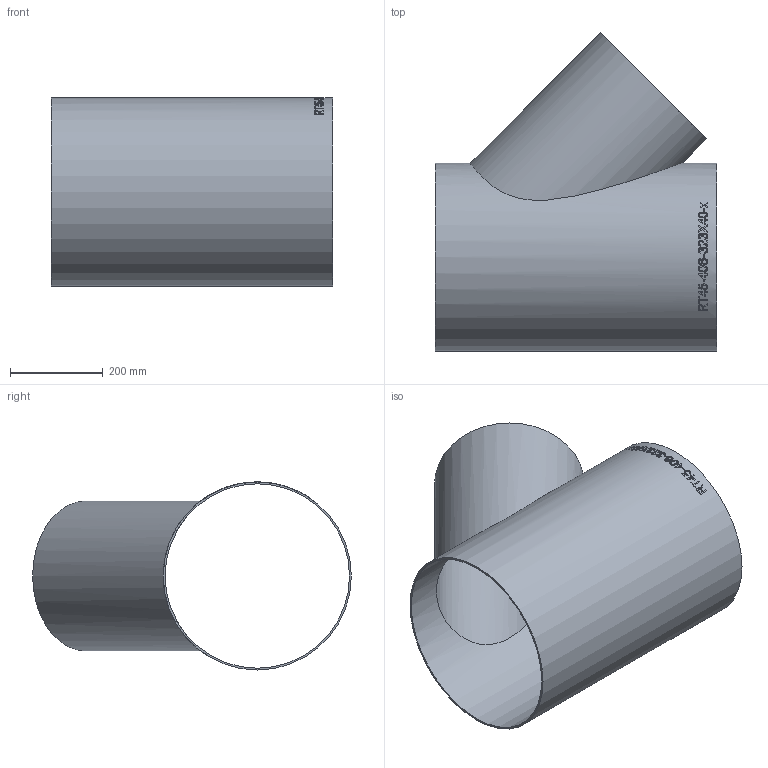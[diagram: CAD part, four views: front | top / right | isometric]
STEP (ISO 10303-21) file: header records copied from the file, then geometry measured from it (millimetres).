
FILE_DESCRIPTION (( 'STEP AP214' ), '1' );
FILE_NAME ('RT45-406-323X40-x T-Stück 45°reduziert Ø406,4 L608 1911.STEP', '2019-11-20T14:54:32', ( '' ), ( '' ), 'SwSTEP 2.0', 'SolidWorks 2016', '' );
FILE_SCHEMA (( 'AUTOMOTIVE_DESIGN' ));
Length unit declared in the file: millimetre
Products named in the file (1): RT45-406-323X40-x T-Stück 45°reduziert Ø406,4 L608  1911
Bounding box: 608 x 688.46 x 406.4 mm (x, y, z)
Volume: 3749505.4 mm3; surface area: 1886682.9 mm2
Topology: 1 solids, 1 shells, 242 faces, 649 edges, 433 vertices
Faces by surface type: bspline 132, plane 82, cylinder 28
Full cylindrical faces by diameter (mm): 315.9 x1, 323.9 x1, 398.4 x1, 406.4 x1
Entity records: 41108 total; most frequent: CARTESIAN_POINT 33655, ORIENTED_EDGE 1282, EDGE_CURVE 641, DIRECTION 544, VERTEX_POINT 430, B_SPLINE_CURVE_WITH_KNOTS 417, EDGE_LOOP 275, FACE_OUTER_BOUND 246
